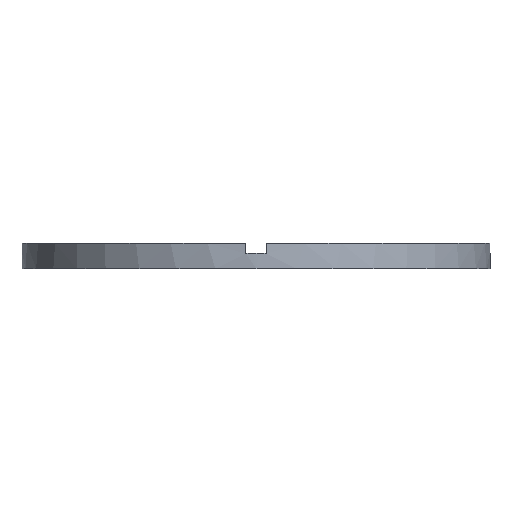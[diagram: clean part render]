
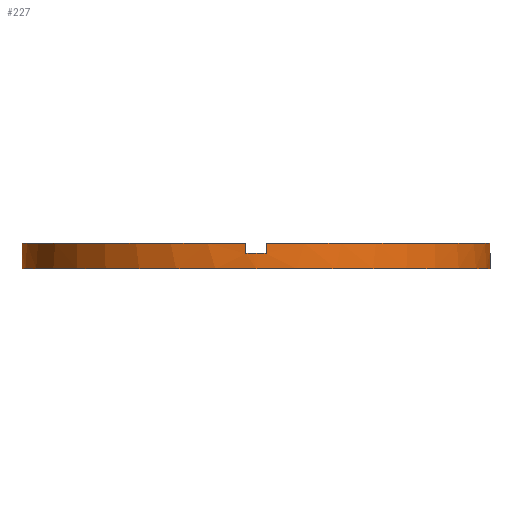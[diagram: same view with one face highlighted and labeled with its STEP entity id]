
A CAD part, front view. The second image highlights one B-rep face of the part: STEP entity #227.
In plain terms, the highlighted cylindrical face has radius 23 mm (diameter 46 mm), a partial arc.
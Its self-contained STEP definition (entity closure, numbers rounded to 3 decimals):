
#9 = ORIENTED_EDGE ( 'NONE', *, *, #374, .T. ) ;
#11 = CIRCLE ( 'NONE', #266, 23. ) ;
#12 = LINE ( 'NONE', #611, #295 ) ;
#17 = VECTOR ( 'NONE', #754, 1000. ) ;
#28 = AXIS2_PLACEMENT_3D ( 'NONE', #135, #679, #100 ) ;
#39 = EDGE_CURVE ( 'NONE', #676, #489, #228, .T. ) ;
#48 = CIRCLE ( 'NONE', #395, 23. ) ;
#51 = CARTESIAN_POINT ( 'NONE',  ( -22.978, -1., 1.5 ) ) ;
#57 = LINE ( 'NONE', #529, #537 ) ;
#65 = DIRECTION ( 'NONE',  ( 0., 0., 1. ) ) ;
#66 = LINE ( 'NONE', #527, #592 ) ;
#75 = ORIENTED_EDGE ( 'NONE', *, *, #129, .T. ) ;
#77 = VERTEX_POINT ( 'NONE', #92 ) ;
#80 = AXIS2_PLACEMENT_3D ( 'NONE', #471, #630, #96 ) ;
#88 = CARTESIAN_POINT ( 'NONE',  ( 23., 0., 1.5 ) ) ;
#92 = CARTESIAN_POINT ( 'NONE',  ( -23., 0., 1.5 ) ) ;
#96 = DIRECTION ( 'NONE',  ( -1., 0., 0. ) ) ;
#99 = CARTESIAN_POINT ( 'NONE',  ( 0., 0., 2.5 ) ) ;
#100 = DIRECTION ( 'NONE',  ( 1., 0., 0. ) ) ;
#101 = CARTESIAN_POINT ( 'NONE',  ( 0., 0., 1.5 ) ) ;
#102 = AXIS2_PLACEMENT_3D ( 'NONE', #99, #687, #595 ) ;
#107 = DIRECTION ( 'NONE',  ( 0., 0., 1. ) ) ;
#113 = DIRECTION ( 'NONE',  ( 0., 0., 1. ) ) ;
#117 = CARTESIAN_POINT ( 'NONE',  ( -1., -22.978, 2.5 ) ) ;
#123 = VERTEX_POINT ( 'NONE', #466 ) ;
#128 = EDGE_LOOP ( 'NONE', ( #338, #605, #333, #762, #424, #427, #248, #225, #75, #255, #704, #9 ) ) ;
#129 = EDGE_CURVE ( 'NONE', #123, #655, #226, .T. ) ;
#135 = CARTESIAN_POINT ( 'NONE',  ( 0., 0., 2.5 ) ) ;
#136 = VERTEX_POINT ( 'NONE', #117 ) ;
#170 = CARTESIAN_POINT ( 'NONE',  ( 1., -22.978, 2.5 ) ) ;
#202 = CARTESIAN_POINT ( 'NONE',  ( -23., 0., 0. ) ) ;
#212 = DIRECTION ( 'NONE',  ( 0., 0., 1. ) ) ;
#225 = ORIENTED_EDGE ( 'NONE', *, *, #635, .F. ) ;
#226 = LINE ( 'NONE', #627, #776 ) ;
#227 = ADVANCED_FACE ( 'NONE', ( #569 ), #293, .T. ) ;
#228 = CIRCLE ( 'NONE', #329, 23. ) ;
#236 = VERTEX_POINT ( 'NONE', #375 ) ;
#248 = ORIENTED_EDGE ( 'NONE', *, *, #258, .T. ) ;
#255 = ORIENTED_EDGE ( 'NONE', *, *, #445, .F. ) ;
#258 = EDGE_CURVE ( 'NONE', #398, #136, #57, .T. ) ;
#266 = AXIS2_PLACEMENT_3D ( 'NONE', #101, #212, #444 ) ;
#270 = LINE ( 'NONE', #500, #17 ) ;
#281 = CIRCLE ( 'NONE', #28, 23. ) ;
#282 = DIRECTION ( 'NONE',  ( 0., 0., -1. ) ) ;
#285 = VERTEX_POINT ( 'NONE', #513 ) ;
#293 = CYLINDRICAL_SURFACE ( 'NONE', #80, 23. ) ;
#295 = VECTOR ( 'NONE', #282, 1000. ) ;
#308 = CIRCLE ( 'NONE', #434, 23. ) ;
#316 = CIRCLE ( 'NONE', #102, 23. ) ;
#317 = DIRECTION ( 'NONE',  ( 0., 0., 1. ) ) ;
#329 = AXIS2_PLACEMENT_3D ( 'NONE', #396, #113, #629 ) ;
#333 = ORIENTED_EDGE ( 'NONE', *, *, #725, .T. ) ;
#338 = ORIENTED_EDGE ( 'NONE', *, *, #394, .F. ) ;
#346 = EDGE_CURVE ( 'NONE', #398, #428, #11, .T. ) ;
#352 = EDGE_CURVE ( 'NONE', #519, #428, #270, .T. ) ;
#374 = EDGE_CURVE ( 'NONE', #678, #285, #308, .T. ) ;
#375 = CARTESIAN_POINT ( 'NONE',  ( 22.978, -1., 2.5 ) ) ;
#382 = CARTESIAN_POINT ( 'NONE',  ( 22.978, -1., 2.5 ) ) ;
#394 = EDGE_CURVE ( 'NONE', #489, #285, #12, .T. ) ;
#395 = AXIS2_PLACEMENT_3D ( 'NONE', #778, #317, #666 ) ;
#396 = CARTESIAN_POINT ( 'NONE',  ( 0., 0., 1.5 ) ) ;
#398 = VERTEX_POINT ( 'NONE', #598 ) ;
#424 = ORIENTED_EDGE ( 'NONE', *, *, #352, .T. ) ;
#427 = ORIENTED_EDGE ( 'NONE', *, *, #346, .F. ) ;
#428 = VERTEX_POINT ( 'NONE', #618 ) ;
#434 = AXIS2_PLACEMENT_3D ( 'NONE', #456, #107, #525 ) ;
#444 = DIRECTION ( 'NONE',  ( 1., 0., 0. ) ) ;
#445 = EDGE_CURVE ( 'NONE', #77, #655, #48, .T. ) ;
#456 = CARTESIAN_POINT ( 'NONE',  ( 0., 0., 0. ) ) ;
#460 = DIRECTION ( 'NONE',  ( 0., 0., -1. ) ) ;
#466 = CARTESIAN_POINT ( 'NONE',  ( -22.978, -1., 2.5 ) ) ;
#471 = CARTESIAN_POINT ( 'NONE',  ( 0., 0., 2.5 ) ) ;
#489 = VERTEX_POINT ( 'NONE', #88 ) ;
#500 = CARTESIAN_POINT ( 'NONE',  ( 1., -22.978, 2.5 ) ) ;
#513 = CARTESIAN_POINT ( 'NONE',  ( 23., 0., 0. ) ) ;
#519 = VERTEX_POINT ( 'NONE', #170 ) ;
#525 = DIRECTION ( 'NONE',  ( 1., 0., 0. ) ) ;
#527 = CARTESIAN_POINT ( 'NONE',  ( -23., 0., 2.5 ) ) ;
#529 = CARTESIAN_POINT ( 'NONE',  ( -1., -22.978, 2.5 ) ) ;
#534 = DIRECTION ( 'NONE',  ( 0., 0., -1. ) ) ;
#537 = VECTOR ( 'NONE', #614, 1000. ) ;
#569 = FACE_OUTER_BOUND ( 'NONE', #128, .T. ) ;
#586 = EDGE_CURVE ( 'NONE', #519, #236, #281, .T. ) ;
#587 = VECTOR ( 'NONE', #65, 1000. ) ;
#591 = LINE ( 'NONE', #382, #587 ) ;
#592 = VECTOR ( 'NONE', #534, 1000. ) ;
#595 = DIRECTION ( 'NONE',  ( 1., 0., 0. ) ) ;
#598 = CARTESIAN_POINT ( 'NONE',  ( -1., -22.978, 1.5 ) ) ;
#605 = ORIENTED_EDGE ( 'NONE', *, *, #39, .F. ) ;
#611 = CARTESIAN_POINT ( 'NONE',  ( 23., 0., 2.5 ) ) ;
#614 = DIRECTION ( 'NONE',  ( 0., 0., 1. ) ) ;
#618 = CARTESIAN_POINT ( 'NONE',  ( 1., -22.978, 1.5 ) ) ;
#627 = CARTESIAN_POINT ( 'NONE',  ( -22.978, -1., 2.5 ) ) ;
#629 = DIRECTION ( 'NONE',  ( 1., 0., 0. ) ) ;
#630 = DIRECTION ( 'NONE',  ( 0., 0., -1. ) ) ;
#635 = EDGE_CURVE ( 'NONE', #123, #136, #316, .T. ) ;
#655 = VERTEX_POINT ( 'NONE', #51 ) ;
#666 = DIRECTION ( 'NONE',  ( 1., 0., 0. ) ) ;
#676 = VERTEX_POINT ( 'NONE', #703 ) ;
#678 = VERTEX_POINT ( 'NONE', #202 ) ;
#679 = DIRECTION ( 'NONE',  ( 0., 0., 1. ) ) ;
#687 = DIRECTION ( 'NONE',  ( 0., 0., 1. ) ) ;
#703 = CARTESIAN_POINT ( 'NONE',  ( 22.978, -1., 1.5 ) ) ;
#704 = ORIENTED_EDGE ( 'NONE', *, *, #736, .T. ) ;
#725 = EDGE_CURVE ( 'NONE', #676, #236, #591, .T. ) ;
#736 = EDGE_CURVE ( 'NONE', #77, #678, #66, .T. ) ;
#754 = DIRECTION ( 'NONE',  ( 0., 0., -1. ) ) ;
#762 = ORIENTED_EDGE ( 'NONE', *, *, #586, .F. ) ;
#776 = VECTOR ( 'NONE', #460, 1000. ) ;
#778 = CARTESIAN_POINT ( 'NONE',  ( 0., 0., 1.5 ) ) ;
